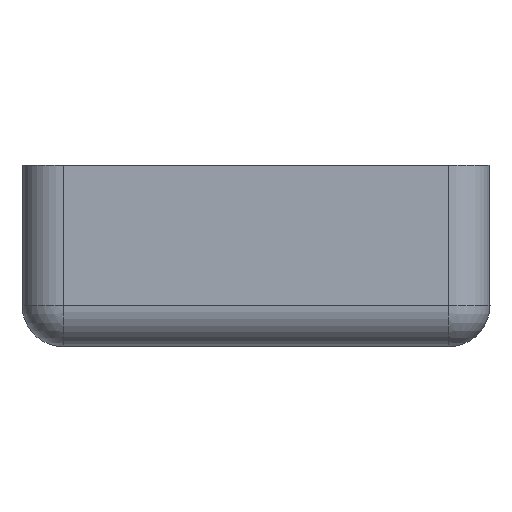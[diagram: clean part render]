
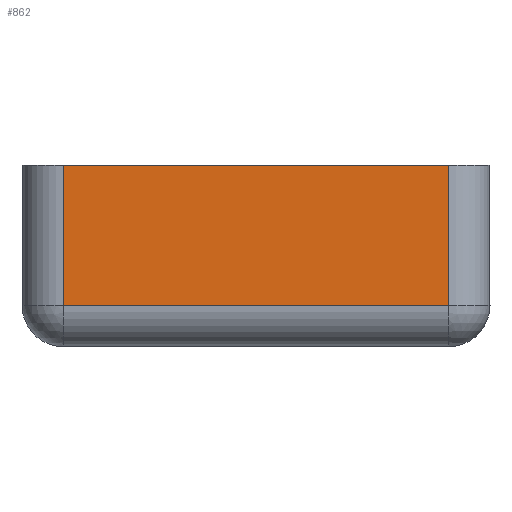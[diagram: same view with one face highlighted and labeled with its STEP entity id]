
A CAD part, left-side view. The second image highlights one B-rep face of the part: STEP entity #862.
In plain terms, the highlighted planar face has unit normal (-1, 0, 0).
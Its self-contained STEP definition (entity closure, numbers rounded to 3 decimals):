
#805=CARTESIAN_POINT('',(-66.175,7.425,0.8));
#806=VERTEX_POINT('',#805);
#814=CARTESIAN_POINT('',(-66.175,7.425,6.2));
#815=VERTEX_POINT('',#814);
#816=CARTESIAN_POINT('',(-66.175,7.425,6.2));
#817=DIRECTION('',(-0.,-0.,-1.));
#818=VECTOR('',#817,5.4);
#819=LINE('',#816,#818);
#820=EDGE_CURVE('',#815,#806,#819,.T.);
#832=CARTESIAN_POINT('',(-66.175,0.,-0.4));
#833=DIRECTION('',(-1.,0.,0.));
#834=DIRECTION('',(0.,-1.,0.));
#835=AXIS2_PLACEMENT_3D('',#832,#833,#834);
#836=PLANE('',#835);
#837=ORIENTED_EDGE('',*,*,#820,.T.);
#838=CARTESIAN_POINT('',(-66.175,-7.425,0.8));
#839=VERTEX_POINT('',#838);
#840=CARTESIAN_POINT('',(-66.175,7.425,0.8));
#841=DIRECTION('',(0.,-1.,0.));
#842=VECTOR('',#841,14.85);
#843=LINE('',#840,#842);
#844=EDGE_CURVE('',#806,#839,#843,.T.);
#845=ORIENTED_EDGE('',*,*,#844,.T.);
#846=CARTESIAN_POINT('',(-66.175,-7.425,6.2));
#847=VERTEX_POINT('',#846);
#848=CARTESIAN_POINT('',(-66.175,-7.425,6.2));
#849=DIRECTION('',(-0.,-0.,-1.));
#850=VECTOR('',#849,5.4);
#851=LINE('',#848,#850);
#852=EDGE_CURVE('',#847,#839,#851,.T.);
#853=ORIENTED_EDGE('',*,*,#852,.F.);
#854=CARTESIAN_POINT('',(-66.175,7.425,6.2));
#855=DIRECTION('',(0.,-1.,0.));
#856=VECTOR('',#855,14.85);
#857=LINE('',#854,#856);
#858=EDGE_CURVE('',#815,#847,#857,.T.);
#859=ORIENTED_EDGE('',*,*,#858,.F.);
#860=EDGE_LOOP('',(#837,#845,#853,#859));
#861=FACE_BOUND('',#860,.T.);
#862=ADVANCED_FACE('',(#861),#836,.T.);
